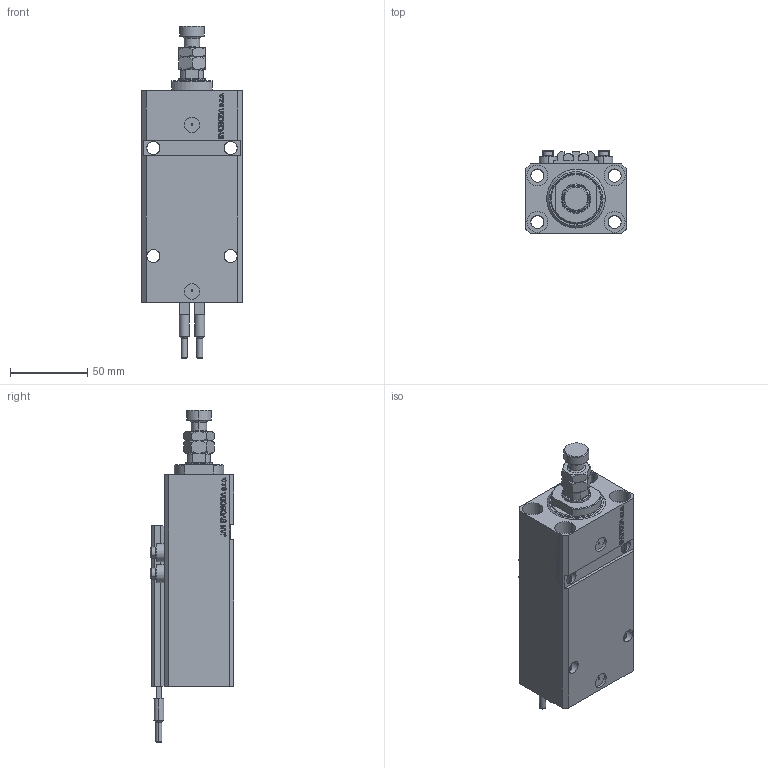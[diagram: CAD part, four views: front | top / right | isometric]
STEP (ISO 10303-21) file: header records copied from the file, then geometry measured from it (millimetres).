
FILE_DESCRIPTION (( 'STEP AP203' ), '1' );
FILE_NAME ('5c55.STEP', '2023-10-07T18:24:08', ( '' ), ( '' ), 'SwSTEP 2.0', 'SolidWorks 2019', '' );
FILE_SCHEMA (( 'CONFIG_CONTROL_DESIGN' ));
Length unit declared in the file: millimetre
Products named in the file (7): MFA 17078061abf9add8cdde0b31513c54ee; V250CE_C_VCP 17078061abf9add8cdde0b31513c54ee; 5c55; SWITCH_V250CE 17078061abf9add8cdde0b31513c54ee; V250CE_E_Body 17078061abf9add8cdde0b31513c54ee; ALLEN BOLT V250CE 17078061abf9add8cdde0b31513c54ee; V250CE_VC_E 17078061abf9add8cdde0b31513c54ee
Assembly tree (10 placements, depth 2):
  5c55
    V250CE_E_Body 17078061abf9add8cdde0b31513c54ee
    ALLEN BOLT V250CE 17078061abf9add8cdde0b31513c54ee  x4
    V250CE_C_VCP 17078061abf9add8cdde0b31513c54ee
    V250CE_VC_E 17078061abf9add8cdde0b31513c54ee
    MFA 17078061abf9add8cdde0b31513c54ee
    SWITCH_V250CE 17078061abf9add8cdde0b31513c54ee  x2
Bounding box: 65 x 54 x 215 mm (x, y, z)
Volume: 359492.4 mm3; surface area: 98360.7 mm2
Topology: 11 solids, 11 shells, 1191 faces, 2931 edges, 1870 vertices
Faces by surface type: plane 559, bspline 360, cylinder 162, cone 88, torus 22
Entity records: 50189 total; most frequent: CARTESIAN_POINT 25811, ORIENTED_EDGE 5444, DIRECTION 3664, EDGE_CURVE 2722, VERTEX_POINT 1756, LINE 1590, VECTOR 1590, EDGE_LOOP 1230
